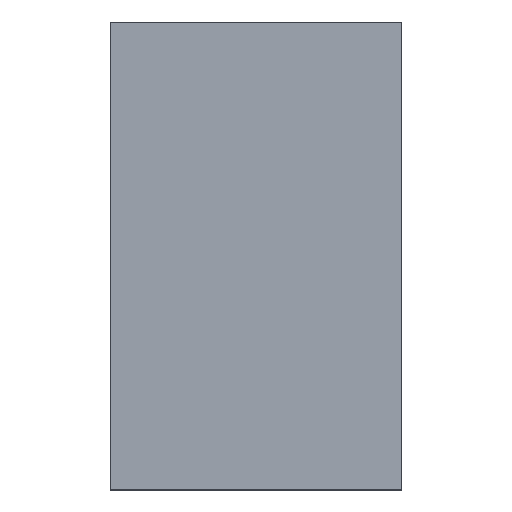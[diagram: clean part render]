
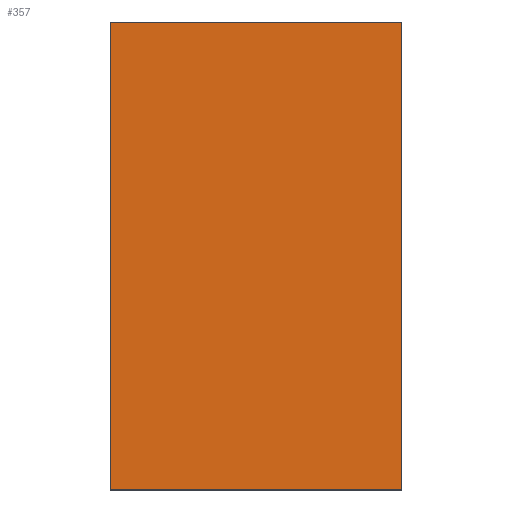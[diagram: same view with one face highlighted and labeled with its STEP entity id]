
A CAD part, top view. The second image highlights one B-rep face of the part: STEP entity #357.
In plain terms, the highlighted planar face has unit normal (0, 0, 1).
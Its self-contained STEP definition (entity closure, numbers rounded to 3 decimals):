
#24=VERTEX_POINT('',#25);
#25=CARTESIAN_POINT('',(8.71,1.65,7.9));
#28=ORIENTED_EDGE('',*,*,#29,.T.);
#29=EDGE_CURVE('',#24,#30,#32,.T.);
#30=VERTEX_POINT('',#31);
#31=CARTESIAN_POINT('',(-1.19,1.65,7.9));
#32=LINE('',#25,#33);
#33=VECTOR('',#34,1.);
#34=DIRECTION('',(-1.,0.,0.));
#45=DIRECTION('',(0.,-1.,0.));
#53=VERTEX_POINT('',#54);
#54=CARTESIAN_POINT('',(8.71,-14.25,7.9));
#56=ORIENTED_EDGE('',*,*,#57,.T.);
#57=EDGE_CURVE('',#53,#24,#58,.T.);
#58=LINE('',#54,#59);
#59=VECTOR('',#60,1.);
#60=DIRECTION('',(0.,1.,0.));
#91=ORIENTED_EDGE('',*,*,#92,.T.);
#92=EDGE_CURVE('',#30,#93,#95,.T.);
#93=VERTEX_POINT('',#94);
#94=CARTESIAN_POINT('',(-1.19,-14.25,7.9));
#95=LINE('',#31,#96);
#96=VECTOR('',#45,1.);
#125=DIRECTION('',(1.,0.,0.));
#160=VECTOR('',#125,1.);
#355=DIRECTION('',(0.,0.,-1.));
#356=DIRECTION('',(-1.,0.,0.));
#357=ADVANCED_FACE('',(#358),#363,.F.);
#358=FACE_BOUND('',#359,.T.);
#359=EDGE_LOOP('',(#91,#360,#56,#28));
#360=ORIENTED_EDGE('',*,*,#361,.T.);
#361=EDGE_CURVE('',#93,#53,#362,.T.);
#362=LINE('',#94,#160);
#363=PLANE('',#364);
#364=AXIS2_PLACEMENT_3D('',#31,#355,#356);
